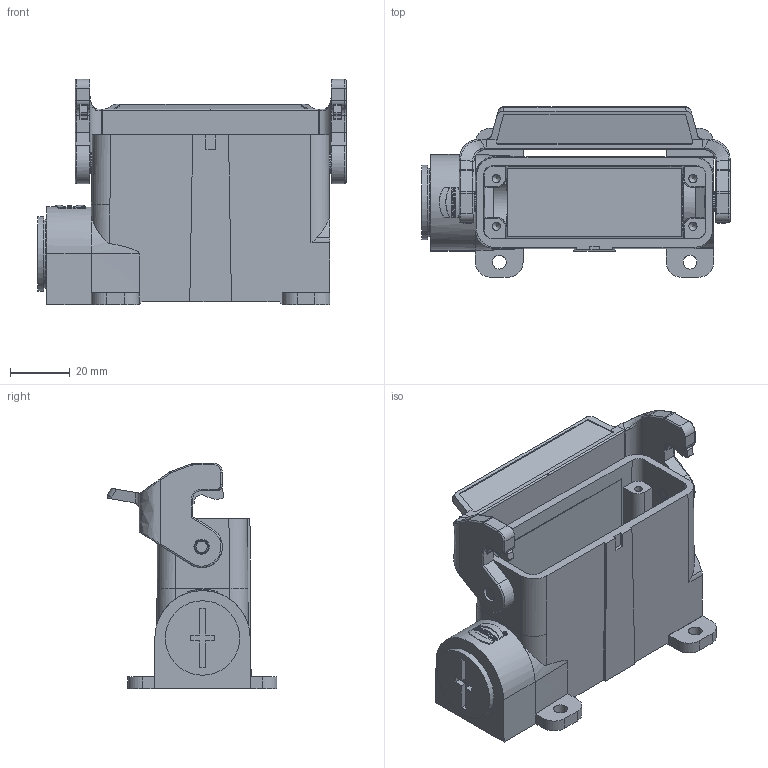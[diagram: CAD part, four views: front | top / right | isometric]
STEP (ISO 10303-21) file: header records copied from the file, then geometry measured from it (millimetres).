
FILE_DESCRIPTION((''),'2;1');
FILE_NAME('05200160261.stp','2020-07-07T16:10:32',('e.eickhoff'),(''),'Autodesk Inventor 2012','Autodesk Inventor 2012','');
FILE_SCHEMA(('AUTOMOTIVE_DESIGN { 1 0 10303 214 1 1 1 1 }'));
Length unit declared in the file: millimetre
Products named in the file (3): 05200160261; KBRM20
Assembly tree (2 placements, depth 2):
  05200160261
    05200160261
    KBRM20
Bounding box: 103.5 x 57.04 x 75.6 mm (x, y, z)
Volume: 77211.8 mm3; surface area: 41052 mm2
Topology: 3 solids, 3 shells, 495 faces, 1872 edges, 2008 vertices
Faces by surface type: plane 252, cylinder 133, bspline 75, torus 27, cone 8
Full cylindrical faces by diameter (mm): 1.1 x1, 2.74 x4, 2.95 x2, 3.1 x2, 4 x2, 4.6 x4, 4.8 x2, 5.1 x2, 7 x2, 16 x1, 18.6 x2, 20.5 x1, 23 x1, 25 x1
Entity records: 22497 total; most frequent: CARTESIAN_POINT 6894, DIRECTION 2757, ORIENTED_EDGE 2418, EDGE_CURVE 1209, AXIS2_PLACEMENT_3D 924, VECTOR 909, LINE 909, VERTEX_POINT 795
